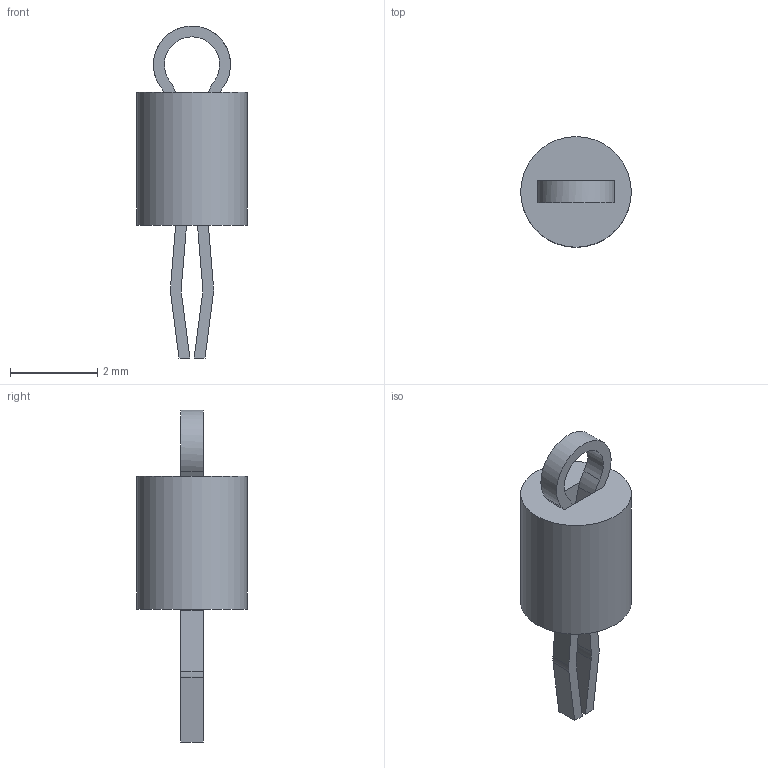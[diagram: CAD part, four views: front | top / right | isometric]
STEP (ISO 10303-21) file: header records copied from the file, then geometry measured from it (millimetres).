
FILE_DESCRIPTION( ( '' ), ' ' );
FILE_NAME( '5b5a8d7e4ba0230eafcc0656.step', '2018-07-27T03:11:58', ( '' ), ( '' ), ' ', ' ', ' ' );
FILE_SCHEMA( ( 'AUTOMOTIVE_DESIGN { 1 0 10303 214 1 1 1 1 }' ) );
Length unit declared in the file: metre
Products named in the file (2): Open CASCADE STEP translator 6.8 2; Open CASCADE STEP translator 6.8 1
Bounding box: 2.54 x 2.54 x 7.62 mm (x, y, z)
Volume: 15.9 mm3; surface area: 67.8 mm2
Topology: 2 solids, 2 shells, 49 faces, 137 edges, 92 vertices
Faces by surface type: plane 30, cylinder 19
Full cylindrical faces by diameter (mm): 2.54 x1
Entity records: 2684 total; most frequent: CARTESIAN_POINT 279, DIRECTION 278, ORIENTED_EDGE 272, STYLED_ITEM 185, PRESENTATION_STYLE_ASSIGNMENT 185, COLOUR_RGB 185, EDGE_CURVE 136, CURVE_STYLE 136
